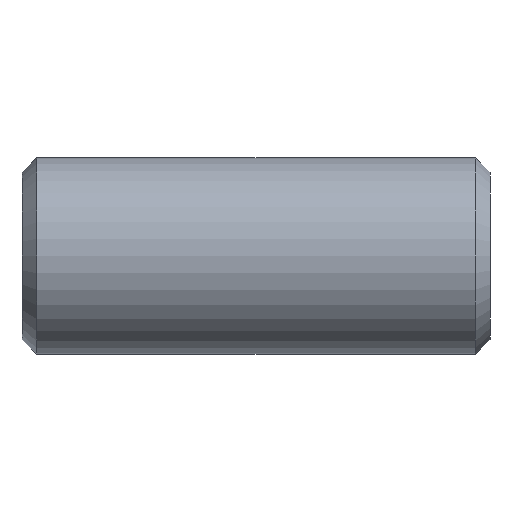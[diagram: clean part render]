
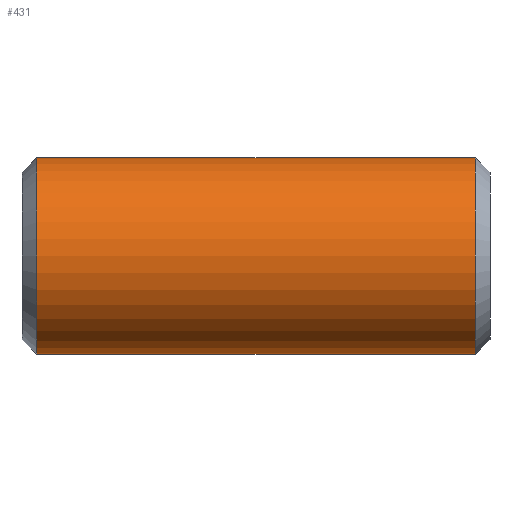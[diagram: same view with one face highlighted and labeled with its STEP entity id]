
A CAD part, front view. The second image highlights one B-rep face of the part: STEP entity #431.
In plain terms, the highlighted cylindrical face has radius 10.668 mm (diameter 21.336 mm), a partial arc.
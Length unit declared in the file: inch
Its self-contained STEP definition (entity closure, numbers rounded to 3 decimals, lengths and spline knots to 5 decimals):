
#1 = CARTESIAN_POINT ( 'NONE',  ( -0.93733, 0., 0.42 ) ) ;
#9 = CARTESIAN_POINT ( 'NONE',  ( 1., 0., 0.42 ) ) ;
#17 = DIRECTION ( 'NONE',  ( -1., 0., 0. ) ) ;
#34 = EDGE_CURVE ( 'NONE', #54, #466, #555, .T. ) ;
#40 = VERTEX_POINT ( 'NONE', #347 ) ;
#54 = VERTEX_POINT ( 'NONE', #115 ) ;
#57 = DIRECTION ( 'NONE',  ( 0., 0., 1. ) ) ;
#58 = CIRCLE ( 'NONE', #67, 0.42 ) ;
#67 = AXIS2_PLACEMENT_3D ( 'NONE', #365, #448, #406 ) ;
#85 = CARTESIAN_POINT ( 'NONE',  ( -0.93733, 0., 0. ) ) ;
#92 = VECTOR ( 'NONE', #286, 39.37008 ) ;
#96 = CYLINDRICAL_SURFACE ( 'NONE', #545, 0.42 ) ;
#100 = CARTESIAN_POINT ( 'NONE',  ( 1., 0., -0.42 ) ) ;
#102 = CARTESIAN_POINT ( 'NONE',  ( 1., 0., -0.42 ) ) ;
#115 = CARTESIAN_POINT ( 'NONE',  ( 0., 0., -0.42 ) ) ;
#143 = DIRECTION ( 'NONE',  ( -1., 0., 0. ) ) ;
#165 = DIRECTION ( 'NONE',  ( -1., 0., 0. ) ) ;
#179 = VERTEX_POINT ( 'NONE', #577 ) ;
#184 = FACE_OUTER_BOUND ( 'NONE', #565, .T. ) ;
#185 = ORIENTED_EDGE ( 'NONE', *, *, #457, .T. ) ;
#203 = VECTOR ( 'NONE', #17, 39.37008 ) ;
#233 = DIRECTION ( 'NONE',  ( -1., 0., 0. ) ) ;
#258 = EDGE_CURVE ( 'NONE', #319, #40, #58, .T. ) ;
#259 = LINE ( 'NONE', #265, #203 ) ;
#265 = CARTESIAN_POINT ( 'NONE',  ( 1., 0., 0.42 ) ) ;
#280 = DIRECTION ( 'NONE',  ( 1., 0., 0. ) ) ;
#286 = DIRECTION ( 'NONE',  ( -1., 0., 0. ) ) ;
#288 = ORIENTED_EDGE ( 'NONE', *, *, #563, .T. ) ;
#293 = LINE ( 'NONE', #9, #92 ) ;
#319 = VERTEX_POINT ( 'NONE', #494 ) ;
#335 = ORIENTED_EDGE ( 'NONE', *, *, #34, .F. ) ;
#347 = CARTESIAN_POINT ( 'NONE',  ( 0.93733, 0., 0.42 ) ) ;
#356 = EDGE_CURVE ( 'NONE', #449, #466, #508, .T. ) ;
#365 = CARTESIAN_POINT ( 'NONE',  ( 0.93733, 0., 0. ) ) ;
#372 = CARTESIAN_POINT ( 'NONE',  ( -0.93733, 0., -0.42 ) ) ;
#386 = VECTOR ( 'NONE', #233, 39.37008 ) ;
#405 = ORIENTED_EDGE ( 'NONE', *, *, #356, .T. ) ;
#406 = DIRECTION ( 'NONE',  ( 0., 0., -1. ) ) ;
#410 = EDGE_CURVE ( 'NONE', #319, #54, #419, .T. ) ;
#419 = LINE ( 'NONE', #100, #386 ) ;
#431 = ADVANCED_FACE ( 'NONE', ( #184 ), #96, .T. ) ;
#448 = DIRECTION ( 'NONE',  ( -1., 0., 0. ) ) ;
#449 = VERTEX_POINT ( 'NONE', #1 ) ;
#456 = DIRECTION ( 'NONE',  ( 0., 0., 1. ) ) ;
#457 = EDGE_CURVE ( 'NONE', #179, #449, #293, .T. ) ;
#466 = VERTEX_POINT ( 'NONE', #372 ) ;
#467 = CARTESIAN_POINT ( 'NONE',  ( 1., 0., 0. ) ) ;
#479 = AXIS2_PLACEMENT_3D ( 'NONE', #85, #280, #456 ) ;
#494 = CARTESIAN_POINT ( 'NONE',  ( 0.93733, 0., -0.42 ) ) ;
#500 = ORIENTED_EDGE ( 'NONE', *, *, #410, .F. ) ;
#508 = CIRCLE ( 'NONE', #479, 0.42 ) ;
#545 = AXIS2_PLACEMENT_3D ( 'NONE', #467, #143, #57 ) ;
#555 = LINE ( 'NONE', #102, #581 ) ;
#563 = EDGE_CURVE ( 'NONE', #40, #179, #259, .T. ) ;
#565 = EDGE_LOOP ( 'NONE', ( #500, #589, #288, #185, #405, #335 ) ) ;
#577 = CARTESIAN_POINT ( 'NONE',  ( 0., 0., 0.42 ) ) ;
#581 = VECTOR ( 'NONE', #165, 39.37008 ) ;
#589 = ORIENTED_EDGE ( 'NONE', *, *, #258, .T. ) ;
